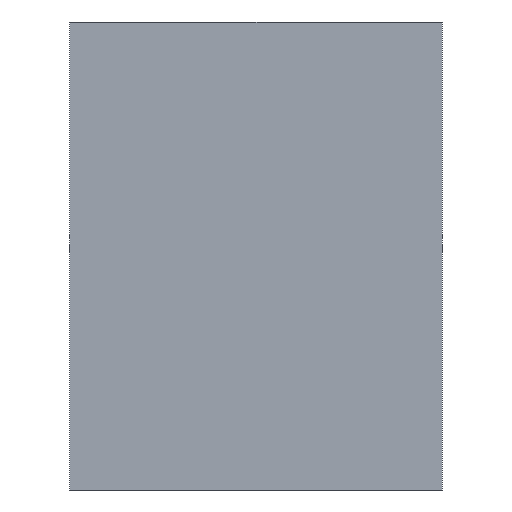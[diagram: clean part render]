
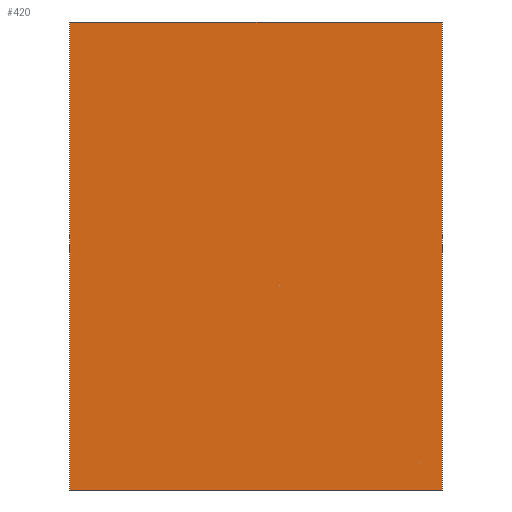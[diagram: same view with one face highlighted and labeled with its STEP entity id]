
A CAD part, front view. The second image highlights one B-rep face of the part: STEP entity #420.
In plain terms, the highlighted planar face has unit normal (0, -1, 0).
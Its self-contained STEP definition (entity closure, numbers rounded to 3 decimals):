
#44=PLANE('',#485);
#66=LINE('',#721,#99);
#70=LINE('',#729,#103);
#73=LINE('',#735,#106);
#76=LINE('',#740,#109);
#99=VECTOR('',#601,10.);
#103=VECTOR('',#607,10.);
#106=VECTOR('',#612,10.);
#109=VECTOR('',#617,10.);
#145=FACE_OUTER_BOUND('',#173,.T.);
#173=EDGE_LOOP('',(#390,#391,#392,#393));
#221=VERTEX_POINT('',#719);
#222=VERTEX_POINT('',#720);
#225=VERTEX_POINT('',#728);
#227=VERTEX_POINT('',#734);
#272=EDGE_CURVE('',#221,#222,#66,.T.);
#276=EDGE_CURVE('',#222,#225,#70,.T.);
#279=EDGE_CURVE('',#225,#227,#73,.T.);
#282=EDGE_CURVE('',#227,#221,#76,.T.);
#390=ORIENTED_EDGE('',*,*,#282,.T.);
#391=ORIENTED_EDGE('',*,*,#272,.T.);
#392=ORIENTED_EDGE('',*,*,#276,.T.);
#393=ORIENTED_EDGE('',*,*,#279,.T.);
#420=ADVANCED_FACE('',(#145),#44,.F.);
#485=AXIS2_PLACEMENT_3D('',#743,#621,#622);
#601=DIRECTION('',(0.,0.,1.));
#607=DIRECTION('',(-1.,0.,0.));
#612=DIRECTION('',(0.,0.,-1.));
#617=DIRECTION('',(1.,0.,0.));
#621=DIRECTION('center_axis',(0.,1.,0.));
#622=DIRECTION('ref_axis',(1.,0.,0.));
#719=CARTESIAN_POINT('',(1.88,0.,-2.36));
#720=CARTESIAN_POINT('',(1.88,0.,2.36));
#721=CARTESIAN_POINT('',(1.88,0.,-2.36));
#728=CARTESIAN_POINT('',(-1.88,0.,2.36));
#729=CARTESIAN_POINT('',(1.88,0.,2.36));
#734=CARTESIAN_POINT('',(-1.88,0.,-2.36));
#735=CARTESIAN_POINT('',(-1.88,0.,2.36));
#740=CARTESIAN_POINT('',(-1.88,0.,-2.36));
#743=CARTESIAN_POINT('Origin',(0.,0.,0.));
